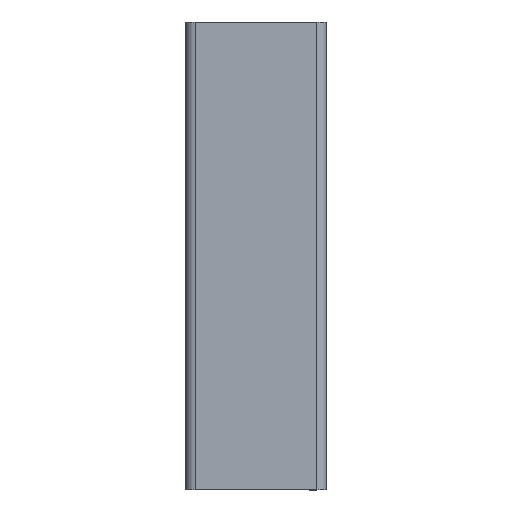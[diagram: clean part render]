
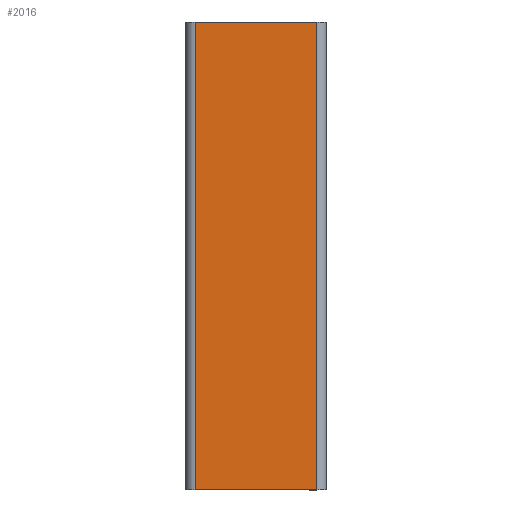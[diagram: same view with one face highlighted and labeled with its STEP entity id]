
A CAD part, top view. The second image highlights one B-rep face of the part: STEP entity #2016.
In plain terms, the highlighted planar face has unit normal (0, 0, 1).
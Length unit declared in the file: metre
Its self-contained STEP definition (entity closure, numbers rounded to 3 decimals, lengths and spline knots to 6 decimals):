
#58=PLANE('',#2177);
#138=FACE_OUTER_BOUND('',#240,.T.);
#240=EDGE_LOOP('',(#1517,#1518,#1519,#1520));
#415=LINE('',#3150,#635);
#416=LINE('',#3153,#636);
#417=LINE('',#3155,#637);
#418=LINE('',#3156,#638);
#635=VECTOR('',#2550,0.1);
#636=VECTOR('',#2553,0.026);
#637=VECTOR('',#2554,0.026);
#638=VECTOR('',#2555,0.1);
#925=VERTEX_POINT('',#3146);
#926=VERTEX_POINT('',#3148);
#927=VERTEX_POINT('',#3152);
#928=VERTEX_POINT('',#3154);
#1171=EDGE_CURVE('',#926,#925,#415,.T.);
#1172=EDGE_CURVE('',#927,#925,#416,.T.);
#1173=EDGE_CURVE('',#928,#926,#417,.T.);
#1174=EDGE_CURVE('',#928,#927,#418,.T.);
#1517=ORIENTED_EDGE('',*,*,#1172,.T.);
#1518=ORIENTED_EDGE('',*,*,#1171,.F.);
#1519=ORIENTED_EDGE('',*,*,#1173,.F.);
#1520=ORIENTED_EDGE('',*,*,#1174,.T.);
#2016=ADVANCED_FACE('',(#138),#58,.F.);
#2177=AXIS2_PLACEMENT_3D('',#3151,#2551,#2552);
#2550=DIRECTION('',(0.,-1.,0.));
#2551=DIRECTION('center_axis',(0.,0.,
-1.));
#2552=DIRECTION('ref_axis',(-1.,0.,0.));
#2553=DIRECTION('',(1.,0.,0.));
#2554=DIRECTION('',(1.,0.,0.));
#2555=DIRECTION('',(0.,-1.,0.));
#3146=CARTESIAN_POINT('',(0.029216,-0.076731,0.1));
#3148=CARTESIAN_POINT('',(0.029216,0.023269,0.1));
#3150=CARTESIAN_POINT('',(0.029216,0.023269,0.1));
#3151=CARTESIAN_POINT('Origin',(0.029216,0.923269,0.1));
#3152=CARTESIAN_POINT('',(0.003216,-0.076731,0.1));
#3153=CARTESIAN_POINT('',(0.003216,-0.076731,0.1));
#3154=CARTESIAN_POINT('',(0.003216,0.023269,0.1));
#3155=CARTESIAN_POINT('',(0.003216,0.023269,0.1));
#3156=CARTESIAN_POINT('',(0.003216,0.023269,0.1));
